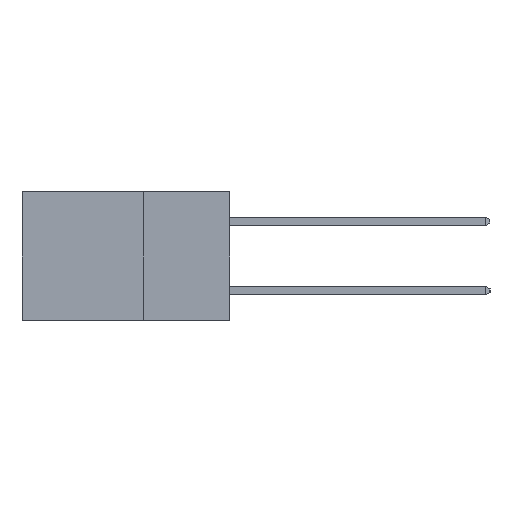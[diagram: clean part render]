
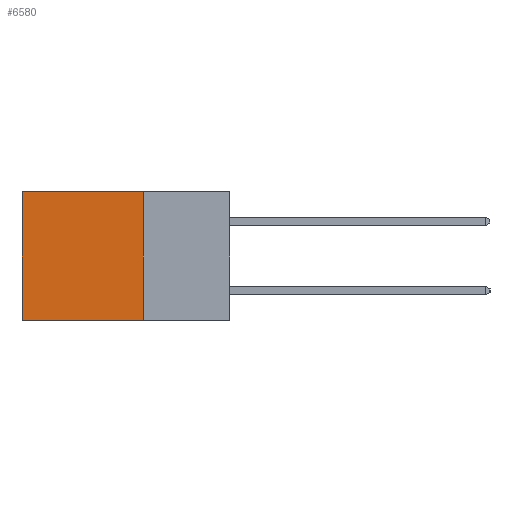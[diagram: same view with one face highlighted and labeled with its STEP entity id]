
A CAD part, left-side view. The second image highlights one B-rep face of the part: STEP entity #6580.
In plain terms, the highlighted planar face has unit normal (-1, 0, 0).
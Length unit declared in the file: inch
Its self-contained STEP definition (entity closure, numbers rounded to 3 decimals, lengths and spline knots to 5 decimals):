
#1182 = VERTEX_POINT ( 'NONE', #10570 ) ;
#1631 = LINE ( 'NONE', #5067, #2375 ) ;
#1910 = CARTESIAN_POINT ( 'NONE',  ( 0.2615, 0.6, -0.37 ) ) ;
#2319 = DIRECTION ( 'NONE',  ( 0., 0., -1. ) ) ;
#2337 = CARTESIAN_POINT ( 'NONE',  ( 0.2615, 0.6, -0.37 ) ) ;
#2375 = VECTOR ( 'NONE', #5291, 39.37008 ) ;
#2578 = VECTOR ( 'NONE', #13133, 39.37008 ) ;
#2836 = CARTESIAN_POINT ( 'NONE',  ( 0.2615, 0.25, -0.37 ) ) ;
#3595 = DIRECTION ( 'NONE',  ( 0., 0., -1. ) ) ;
#3922 = EDGE_CURVE ( 'NONE', #3999, #6312, #1631, .T. ) ;
#3999 = VERTEX_POINT ( 'NONE', #2836 ) ;
#4339 = VERTEX_POINT ( 'NONE', #9738 ) ;
#4854 = VECTOR ( 'NONE', #2319, 39.37008 ) ;
#5067 = CARTESIAN_POINT ( 'NONE',  ( 0.2615, 0.25, -0.37 ) ) ;
#5291 = DIRECTION ( 'NONE',  ( 0., 1., 0. ) ) ;
#5683 = LINE ( 'NONE', #14083, #2578 ) ;
#6179 = ORIENTED_EDGE ( 'NONE', *, *, #3922, .F. ) ;
#6239 = ORIENTED_EDGE ( 'NONE', *, *, #7406, .T. ) ;
#6278 = EDGE_CURVE ( 'NONE', #1182, #6312, #7518, .T. ) ;
#6312 = VERTEX_POINT ( 'NONE', #1910 ) ;
#6580 = ADVANCED_FACE ( 'NONE', ( #9290 ), #12303, .F. ) ;
#7052 = EDGE_LOOP ( 'NONE', ( #7357, #6179, #7635, #6239 ) ) ;
#7357 = ORIENTED_EDGE ( 'NONE', *, *, #6278, .T. ) ;
#7406 = EDGE_CURVE ( 'NONE', #4339, #1182, #5683, .T. ) ;
#7518 = LINE ( 'NONE', #2337, #4854 ) ;
#7635 = ORIENTED_EDGE ( 'NONE', *, *, #11492, .F. ) ;
#8218 = VECTOR ( 'NONE', #3595, 39.37008 ) ;
#9246 = CARTESIAN_POINT ( 'NONE',  ( 0.2615, 0.25, -0.37 ) ) ;
#9290 = FACE_OUTER_BOUND ( 'NONE', #7052, .T. ) ;
#9738 = CARTESIAN_POINT ( 'NONE',  ( 0.2615, 0.25, 0. ) ) ;
#10570 = CARTESIAN_POINT ( 'NONE',  ( 0.2615, 0.6, 0. ) ) ;
#11172 = LINE ( 'NONE', #9246, #8218 ) ;
#11492 = EDGE_CURVE ( 'NONE', #4339, #3999, #11172, .T. ) ;
#11720 = AXIS2_PLACEMENT_3D ( 'NONE', #12376, #12263, #13718 ) ;
#12263 = DIRECTION ( 'NONE',  ( 1., 0., 0. ) ) ;
#12303 = PLANE ( 'NONE',  #11720 ) ;
#12376 = CARTESIAN_POINT ( 'NONE',  ( 0.2615, 0.25, -0.37 ) ) ;
#13133 = DIRECTION ( 'NONE',  ( 0., 1., 0. ) ) ;
#13718 = DIRECTION ( 'NONE',  ( 0., 0., -1. ) ) ;
#14083 = CARTESIAN_POINT ( 'NONE',  ( 0.2615, 0.25, 0. ) ) ;
